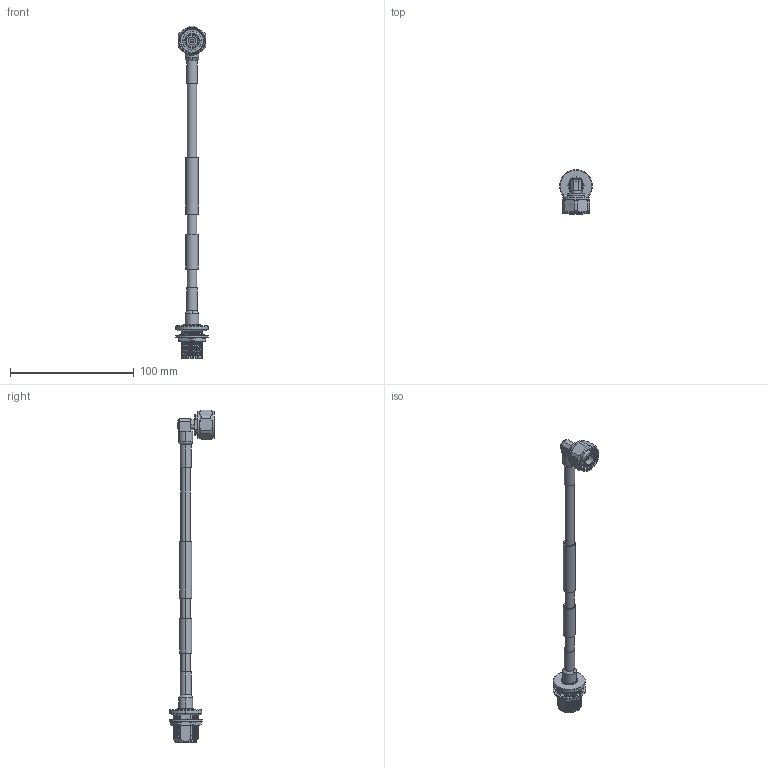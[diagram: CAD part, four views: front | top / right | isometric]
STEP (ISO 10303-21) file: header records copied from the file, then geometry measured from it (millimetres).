
FILE_DESCRIPTION (( 'STEP AP214' ), '1' );
FILE_NAME ('PE3C7825.step', '2021-02-09T19:13:39', ( '' ), ( '' ), 'SwSTEP 2.0', 'SolidWorks 2018', '' );
FILE_SCHEMA (( 'AUTOMOTIVE_DESIGN' ));
Length unit declared in the file: inch
Products named in the file (5): Heat Shrink^PE3C7825; PE-1/4SFHC^PE3C7825; PE3C7825; PE45653^PE3C7825; PE45651^PE3C7825
Assembly tree (5 placements, depth 2):
  PE3C7825
    PE-1/4SFHC^PE3C7825
    Heat Shrink^PE3C7825  x2
    PE45653^PE3C7825
    PE45651^PE3C7825
Bounding box: 26.5 x 36.7 x 268.49 mm (x, y, z)
Volume: 27324.2 mm3; surface area: 16738.3 mm2
Topology: 10 solids, 10 shells, 523 faces, 1424 edges, 939 vertices
Faces by surface type: bspline 184, cylinder 171, plane 96, cone 52, torus 16, sphere 4
Entity records: 109865 total; most frequent: CARTESIAN_POINT 98587, ORIENTED_EDGE 2812, DIRECTION 1703, EDGE_CURVE 1406, VERTEX_POINT 927, AXIS2_PLACEMENT_3D 655, EDGE_LOOP 545, ADVANCED_FACE 515
